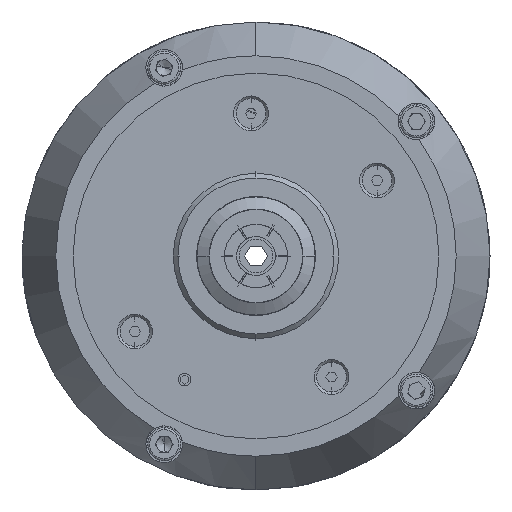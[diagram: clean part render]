
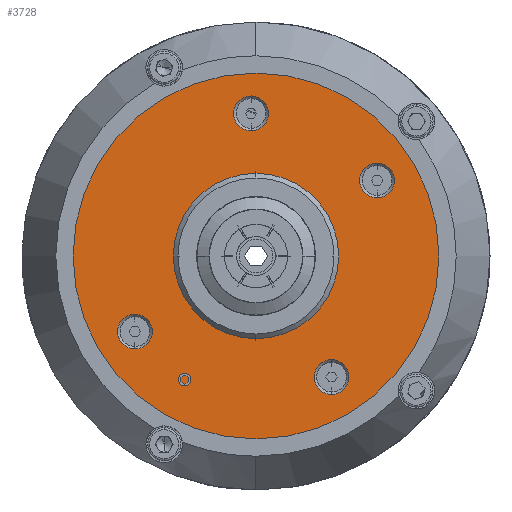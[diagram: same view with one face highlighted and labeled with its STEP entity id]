
A CAD part, left-side view. The second image highlights one B-rep face of the part: STEP entity #3728.
In plain terms, the highlighted planar face has unit normal (-1, 0, 0).
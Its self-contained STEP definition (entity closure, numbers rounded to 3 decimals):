
#3423 = VERTEX_POINT ( 'NONE', #16535 ) ;
#3425 = EDGE_CURVE ( 'NONE', #3423, #3426, #16534, .T. ) ;
#3426 = VERTEX_POINT ( 'NONE', #16529 ) ;
#3432 = EDGE_CURVE ( 'NONE', #3610, #3609, #16558, .T. ) ;
#3442 = EDGE_CURVE ( 'NONE', #3597, #3594, #16453, .T. ) ;
#3450 = EDGE_CURVE ( 'NONE', #3583, #3580, #16823, .T. ) ;
#3475 = EDGE_CURVE ( 'NONE', #3729, #3476, #16780, .T. ) ;
#3476 = VERTEX_POINT ( 'NONE', #16747 ) ;
#3483 = EDGE_CURVE ( 'NONE', #3476, #3729, #16718, .T. ) ;
#3516 = EDGE_CURVE ( 'NONE', #3517, #3518, #16863, .T. ) ;
#3517 = VERTEX_POINT ( 'NONE', #16662 ) ;
#3518 = VERTEX_POINT ( 'NONE', #16661 ) ;
#3580 = VERTEX_POINT ( 'NONE', #17110 ) ;
#3582 = EDGE_CURVE ( 'NONE', #3580, #3583, #16938, .T. ) ;
#3583 = VERTEX_POINT ( 'NONE', #16934 ) ;
#3594 = VERTEX_POINT ( 'NONE', #16912 ) ;
#3596 = EDGE_CURVE ( 'NONE', #3594, #3597, #16911, .T. ) ;
#3597 = VERTEX_POINT ( 'NONE', #16906 ) ;
#3608 = EDGE_CURVE ( 'NONE', #3609, #3610, #17070, .T. ) ;
#3609 = VERTEX_POINT ( 'NONE', #16971 ) ;
#3610 = VERTEX_POINT ( 'NONE', #16970 ) ;
#3628 = ORIENTED_EDGE ( 'NONE', *, *, #3483, .F. ) ;
#3629 = ORIENTED_EDGE ( 'NONE', *, *, #3475, .F. ) ;
#3717 = EDGE_LOOP ( 'NONE', ( #3718, #3798 ) ) ;
#3718 = ORIENTED_EDGE ( 'NONE', *, *, #3450, .F. ) ;
#3719 = EDGE_LOOP ( 'NONE', ( #3628, #3629 ) ) ;
#3727 = EDGE_CURVE ( 'NONE', #3426, #3423, #17220, .T. ) ;
#3728 = ADVANCED_FACE ( 'NONE', ( #17335, #17208, #17207, #17206, #17205, #17331 ), #17195, .T. ) ;
#3729 = VERTEX_POINT ( 'NONE', #17196 ) ;
#3734 = EDGE_LOOP ( 'NONE', ( #3735, #3736 ) ) ;
#3735 = ORIENTED_EDGE ( 'NONE', *, *, #3608, .F. ) ;
#3736 = ORIENTED_EDGE ( 'NONE', *, *, #3432, .F. ) ;
#3741 = EDGE_LOOP ( 'NONE', ( #3742, #3744 ) ) ;
#3742 = ORIENTED_EDGE ( 'NONE', *, *, #3743, .T. ) ;
#3743 = EDGE_CURVE ( 'NONE', #3518, #3517, #17351, .T. ) ;
#3744 = ORIENTED_EDGE ( 'NONE', *, *, #3516, .T. ) ;
#3798 = ORIENTED_EDGE ( 'NONE', *, *, #3582, .F. ) ;
#3799 = EDGE_LOOP ( 'NONE', ( #3816, #3817 ) ) ;
#3816 = ORIENTED_EDGE ( 'NONE', *, *, #3442, .F. ) ;
#3817 = ORIENTED_EDGE ( 'NONE', *, *, #3596, .F. ) ;
#3836 = EDGE_LOOP ( 'NONE', ( #3837, #3838 ) ) ;
#3837 = ORIENTED_EDGE ( 'NONE', *, *, #3727, .F. ) ;
#3838 = ORIENTED_EDGE ( 'NONE', *, *, #3425, .F. ) ;
#16449 = DIRECTION ( 'NONE',  ( 0., 0., 1. ) ) ;
#16450 = DIRECTION ( 'NONE',  ( -1., 0., 0. ) ) ;
#16451 = CARTESIAN_POINT ( 'NONE',  ( 4., -31.039, 19.395 ) ) ;
#16452 = AXIS2_PLACEMENT_3D ( 'NONE', #16451, #16450, #16449 ) ;
#16453 = CIRCLE ( 'NONE', #16452, 4.45 ) ;
#16529 = CARTESIAN_POINT ( 'NONE',  ( 4., 31.039, -14.945 ) ) ;
#16530 = DIRECTION ( 'NONE',  ( 0., 0., 1. ) ) ;
#16531 = DIRECTION ( 'NONE',  ( -1., 0., 0. ) ) ;
#16532 = CARTESIAN_POINT ( 'NONE',  ( 4., 31.039, -19.395 ) ) ;
#16533 = AXIS2_PLACEMENT_3D ( 'NONE', #16532, #16531, #16530 ) ;
#16534 = CIRCLE ( 'NONE', #16533, 4.45 ) ;
#16535 = CARTESIAN_POINT ( 'NONE',  ( 4., 31.039, -23.845 ) ) ;
#16554 = DIRECTION ( 'NONE',  ( 0., 0., -1. ) ) ;
#16555 = DIRECTION ( 'NONE',  ( 1., 0., 0. ) ) ;
#16556 = CARTESIAN_POINT ( 'NONE',  ( 4., 0., 0. ) ) ;
#16557 = AXIS2_PLACEMENT_3D ( 'NONE', #16556, #16555, #16554 ) ;
#16558 = CIRCLE ( 'NONE', #16557, 46.9 ) ;
#16661 = CARTESIAN_POINT ( 'NONE',  ( 4., 0., -21.2 ) ) ;
#16662 = CARTESIAN_POINT ( 'NONE',  ( 4., 0., 21.2 ) ) ;
#16714 = DIRECTION ( 'NONE',  ( 0., 0., 1. ) ) ;
#16715 = DIRECTION ( 'NONE',  ( -1., 0., 0. ) ) ;
#16716 = CARTESIAN_POINT ( 'NONE',  ( 4., 1.277, 36.578 ) ) ;
#16717 = AXIS2_PLACEMENT_3D ( 'NONE', #16716, #16715, #16714 ) ;
#16718 = CIRCLE ( 'NONE', #16717, 4.45 ) ;
#16747 = CARTESIAN_POINT ( 'NONE',  ( 4., 1.277, 41.028 ) ) ;
#16748 = DIRECTION ( 'NONE',  ( 0., 0., 1. ) ) ;
#16749 = DIRECTION ( 'NONE',  ( -1., 0., 0. ) ) ;
#16750 = CARTESIAN_POINT ( 'NONE',  ( 4., 1.277, 36.578 ) ) ;
#16751 = AXIS2_PLACEMENT_3D ( 'NONE', #16750, #16749, #16748 ) ;
#16780 = CIRCLE ( 'NONE', #16751, 4.45 ) ;
#16783 = DIRECTION ( 'NONE',  ( -1., 0., 0. ) ) ;
#16784 = CARTESIAN_POINT ( 'NONE',  ( 4., -19.395, -31.039 ) ) ;
#16785 = DIRECTION ( 'NONE',  ( 0., 0., 1. ) ) ;
#16822 = AXIS2_PLACEMENT_3D ( 'NONE', #16784, #16783, #16785 ) ;
#16823 = CIRCLE ( 'NONE', #16822, 4.45 ) ;
#16859 = DIRECTION ( 'NONE',  ( 0., 0., -1. ) ) ;
#16860 = DIRECTION ( 'NONE',  ( 1., 0., 0. ) ) ;
#16861 = CARTESIAN_POINT ( 'NONE',  ( 4., 0., 0. ) ) ;
#16862 = AXIS2_PLACEMENT_3D ( 'NONE', #16861, #16860, #16859 ) ;
#16863 = CIRCLE ( 'NONE', #16862, 21.2 ) ;
#16906 = CARTESIAN_POINT ( 'NONE',  ( 4., -31.039, 23.845 ) ) ;
#16907 = DIRECTION ( 'NONE',  ( 0., 0., 1. ) ) ;
#16908 = DIRECTION ( 'NONE',  ( -1., 0., 0. ) ) ;
#16909 = CARTESIAN_POINT ( 'NONE',  ( 4., -31.039, 19.395 ) ) ;
#16910 = AXIS2_PLACEMENT_3D ( 'NONE', #16909, #16908, #16907 ) ;
#16911 = CIRCLE ( 'NONE', #16910, 4.45 ) ;
#16912 = CARTESIAN_POINT ( 'NONE',  ( 4., -31.039, 14.945 ) ) ;
#16934 = CARTESIAN_POINT ( 'NONE',  ( 4., -19.395, -26.589 ) ) ;
#16935 = DIRECTION ( 'NONE',  ( 0., 0., 1. ) ) ;
#16936 = DIRECTION ( 'NONE',  ( -1., 0., 0. ) ) ;
#16937 = AXIS2_PLACEMENT_3D ( 'NONE', #16957, #16936, #16935 ) ;
#16938 = CIRCLE ( 'NONE', #16937, 4.45 ) ;
#16957 = CARTESIAN_POINT ( 'NONE',  ( 4., -19.395, -31.039 ) ) ;
#16970 = CARTESIAN_POINT ( 'NONE',  ( 4., 0., 46.9 ) ) ;
#16971 = CARTESIAN_POINT ( 'NONE',  ( 4., 0., -46.9 ) ) ;
#16972 = DIRECTION ( 'NONE',  ( 0., 0., -1. ) ) ;
#16973 = DIRECTION ( 'NONE',  ( 1., 0., 0. ) ) ;
#16974 = CARTESIAN_POINT ( 'NONE',  ( 4., 0., 0. ) ) ;
#16975 = AXIS2_PLACEMENT_3D ( 'NONE', #16974, #16973, #16972 ) ;
#17070 = CIRCLE ( 'NONE', #16975, 46.9 ) ;
#17110 = CARTESIAN_POINT ( 'NONE',  ( 4., -19.395, -35.489 ) ) ;
#17142 = DIRECTION ( 'NONE',  ( 0., 0., 1. ) ) ;
#17194 = AXIS2_PLACEMENT_3D ( 'NONE', #17330, #17329, #17142 ) ;
#17195 = PLANE ( 'NONE',  #17194 ) ;
#17196 = CARTESIAN_POINT ( 'NONE',  ( 4., 1.277, 32.128 ) ) ;
#17205 = FACE_BOUND ( 'NONE', #3741, .T. ) ;
#17206 = FACE_BOUND ( 'NONE', #3719, .T. ) ;
#17207 = FACE_BOUND ( 'NONE', #3799, .T. ) ;
#17208 = FACE_BOUND ( 'NONE', #3717, .T. ) ;
#17220 = CIRCLE ( 'NONE', #17334, 4.45 ) ;
#17329 = DIRECTION ( 'NONE',  ( -1., 0., 0. ) ) ;
#17330 = CARTESIAN_POINT ( 'NONE',  ( 4., 46.9, 0. ) ) ;
#17331 = FACE_OUTER_BOUND ( 'NONE', #3734, .T. ) ;
#17332 = DIRECTION ( 'NONE',  ( 0., 0., 1. ) ) ;
#17333 = DIRECTION ( 'NONE',  ( -1., 0., 0. ) ) ;
#17334 = AXIS2_PLACEMENT_3D ( 'NONE', #17337, #17333, #17332 ) ;
#17335 = FACE_BOUND ( 'NONE', #3836, .T. ) ;
#17337 = CARTESIAN_POINT ( 'NONE',  ( 4., 31.039, -19.395 ) ) ;
#17347 = DIRECTION ( 'NONE',  ( 0., 0., -1. ) ) ;
#17348 = DIRECTION ( 'NONE',  ( 1., 0., 0. ) ) ;
#17349 = CARTESIAN_POINT ( 'NONE',  ( 4., 0., 0. ) ) ;
#17350 = AXIS2_PLACEMENT_3D ( 'NONE', #17349, #17348, #17347 ) ;
#17351 = CIRCLE ( 'NONE', #17350, 21.2 ) ;
